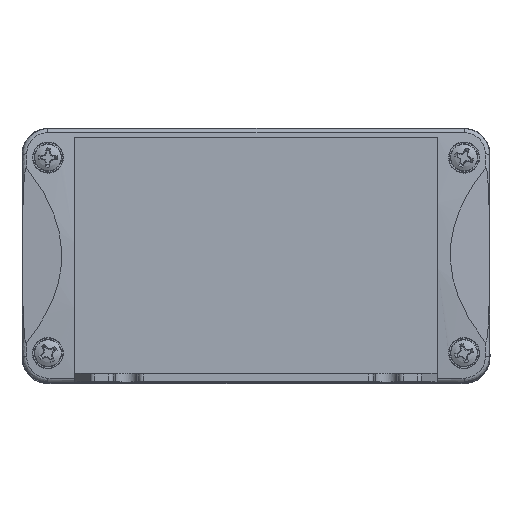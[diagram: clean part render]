
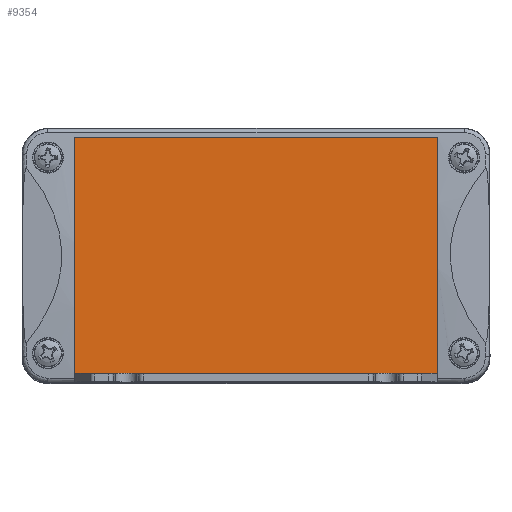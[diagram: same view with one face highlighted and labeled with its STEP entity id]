
A CAD part, top view. The second image highlights one B-rep face of the part: STEP entity #9354.
In plain terms, the highlighted face is planar.
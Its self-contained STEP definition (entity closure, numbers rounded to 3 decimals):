
#679=PLANE('',#10243);
#1071=FACE_OUTER_BOUND('',#1548,.T.);
#1548=EDGE_LOOP('',(#8041,#8042,#8043,#8044));
#2270=LINE('',#14693,#3056);
#2312=LINE('',#15982,#3098);
#2315=LINE('',#15987,#3101);
#2355=LINE('',#16123,#3141);
#3056=VECTOR('',#12142,10.);
#3098=VECTOR('',#12320,10.);
#3101=VECTOR('',#12325,10.);
#3141=VECTOR('',#12465,10.);
#4142=VERTEX_POINT('',#14609);
#4176=VERTEX_POINT('',#14691);
#4245=VERTEX_POINT('',#15980);
#4246=VERTEX_POINT('',#15985);
#5436=EDGE_CURVE('',#4142,#4176,#2270,.T.);
#5551=EDGE_CURVE('',#4176,#4245,#2312,.T.);
#5554=EDGE_CURVE('',#4245,#4246,#2315,.T.);
#5622=EDGE_CURVE('',#4246,#4142,#2355,.T.);
#8041=ORIENTED_EDGE('',*,*,#5622,.T.);
#8042=ORIENTED_EDGE('',*,*,#5436,.T.);
#8043=ORIENTED_EDGE('',*,*,#5551,.T.);
#8044=ORIENTED_EDGE('',*,*,#5554,.T.);
#9354=ADVANCED_FACE('',(#1071),#679,.F.);
#10243=AXIS2_PLACEMENT_3D('',#16125,#12468,#12469);
#12142=DIRECTION('',(-1.,0.,0.));
#12320=DIRECTION('',(0.,1.,0.));
#12325=DIRECTION('',(1.,0.,0.));
#12465=DIRECTION('',(0.,-1.,0.));
#12468=DIRECTION('center_axis',(0.,0.,
1.));
#12469=DIRECTION('ref_axis',(1.,0.,0.));
#14609=CARTESIAN_POINT('',(41.86,-27.166,-2.));
#14691=CARTESIAN_POINT('',(-41.86,-27.166,-2.));
#14693=CARTESIAN_POINT('',(-41.895,-27.166,-2.));
#15980=CARTESIAN_POINT('',(-41.86,27.166,-2.));
#15982=CARTESIAN_POINT('',(-41.86,27.201,-2.));
#15985=CARTESIAN_POINT('',(41.86,27.166,-2.));
#15987=CARTESIAN_POINT('',(41.895,27.166,-2.));
#16123=CARTESIAN_POINT('',(41.86,-27.201,-2.));
#16125=CARTESIAN_POINT('Origin',(0.,0.,
-2.));
